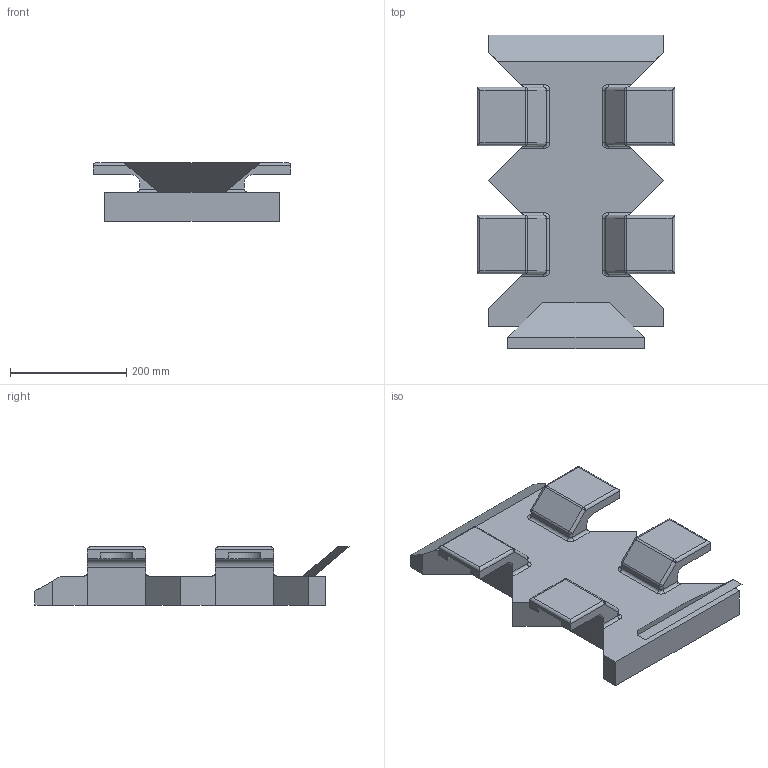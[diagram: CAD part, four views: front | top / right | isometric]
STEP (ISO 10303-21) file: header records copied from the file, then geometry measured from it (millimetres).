
FILE_DESCRIPTION (( 'STEP AP203' ), '1' );
FILE_NAME ('beautiful_carbody_Default_sldprt.STEP', '2015-10-02T09:01:25', ( 'MDH User' ), ( 'MDH' ), 'SwSTEP 2.0', 'SolidWorks 2015', '' );
FILE_SCHEMA (( 'CONFIG_CONTROL_DESIGN' ));
Length unit declared in the file: millimetre
Products named in the file (1): beautiful_carbody_Default_sldprt
Bounding box: 340 x 539.59 x 100 mm (x, y, z)
Volume: 6682489 mm3; surface area: 454520.2 mm2
Topology: 1 solids, 1 shells, 140 faces, 347 edges, 194 vertices
Faces by surface type: cylinder 58, plane 58, sphere 16, torus 8
Entity records: 4012 total; most frequent: CARTESIAN_POINT 714, DIRECTION 697, ORIENTED_EDGE 662, EDGE_CURVE 331, AXIS2_PLACEMENT_3D 241, LINE 215, VECTOR 215, VERTEX_POINT 194
